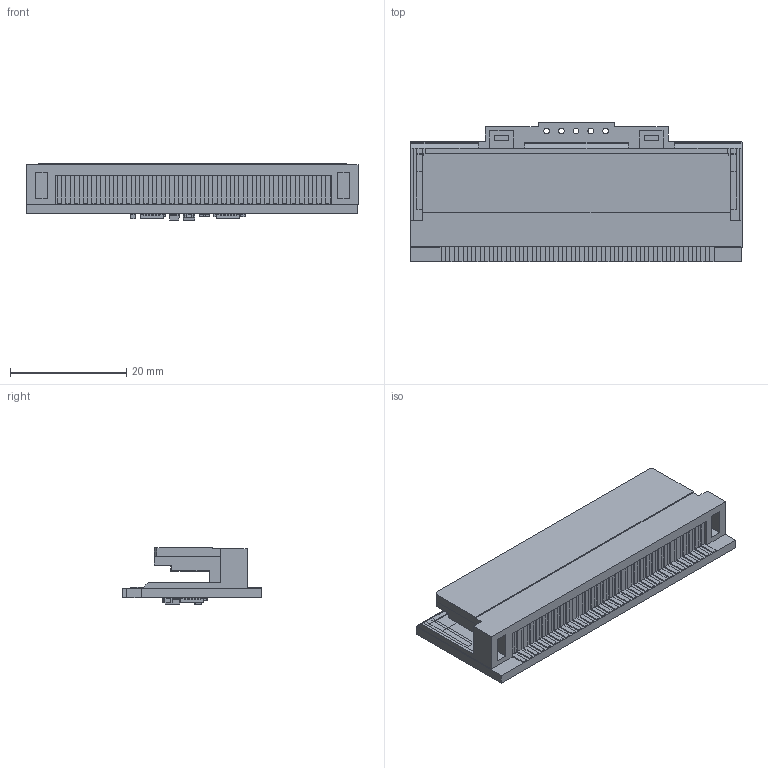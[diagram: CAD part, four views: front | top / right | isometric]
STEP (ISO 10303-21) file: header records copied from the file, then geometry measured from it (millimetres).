
FILE_DESCRIPTION(('KiCad electronic assembly'),'2;1');
FILE_NAME('GBC_CARD.step','2024-10-30T00:04:32',('Pcbnew'),('Kicad'), 'Open CASCADE STEP processor 7.8','KiCad to STEP converter','Unknown' );
FILE_SCHEMA(('AUTOMOTIVE_DESIGN { 1 0 10303 214 1 1 1 1 }'));
Length unit declared in the file: millimetre
Products named in the file (14): GBC_CARD 1; GB_GBC_1x32; Group036; R_0603_1608Metric; SOT-323_SC-70; SOT_323_SC_70; C_0603_1608Metric; QFN-24-1EP_4x4mm_P0.5mm_EP2.7x2.7mm; Nexperia_CFP3_SOD-123W; CQ assembly; GBC_CARD_PCB
Assembly tree (25 placements, depth 3):
  GBC_CARD 1
    GB_GBC_1x32
      Group036
    R_0603_1608Metric  x7
      R_0603_1608Metric
    SOT-323_SC-70  x2
      SOT_323_SC_70
    C_0603_1608Metric  x5
      C_0603_1608Metric
    QFN-24-1EP_4x4mm_P0.5mm_EP2.7x2.7mm  x2
      QFN-24-1EP_4x4mm_P0.5mm_EP2.7x2.7mm
    Nexperia_CFP3_SOD-123W
      CQ assembly
    GBC_CARD_PCB
Bounding box: 57.16 x 23.96 x 9.75 mm (x, y, z)
Volume: 6835.1 mm3; surface area: 7549 mm2
Topology: 22 solids, 22 shells, 1732 faces, 4474 edges, 2804 vertices
Faces by surface type: plane 1469, cylinder 199, bspline 64
Full cylindrical faces by diameter (mm): 0.5 x2, 1 x5, 2 x4
Entity records: 44427 total; most frequent: CARTESIAN_POINT 6501, ORIENTED_EDGE 6272, DIRECTION 5662, EDGE_CURVE 3136, LINE 2960, VECTOR 2960, VERTEX_POINT 1934, AXIS2_PLACEMENT_3D 1351
